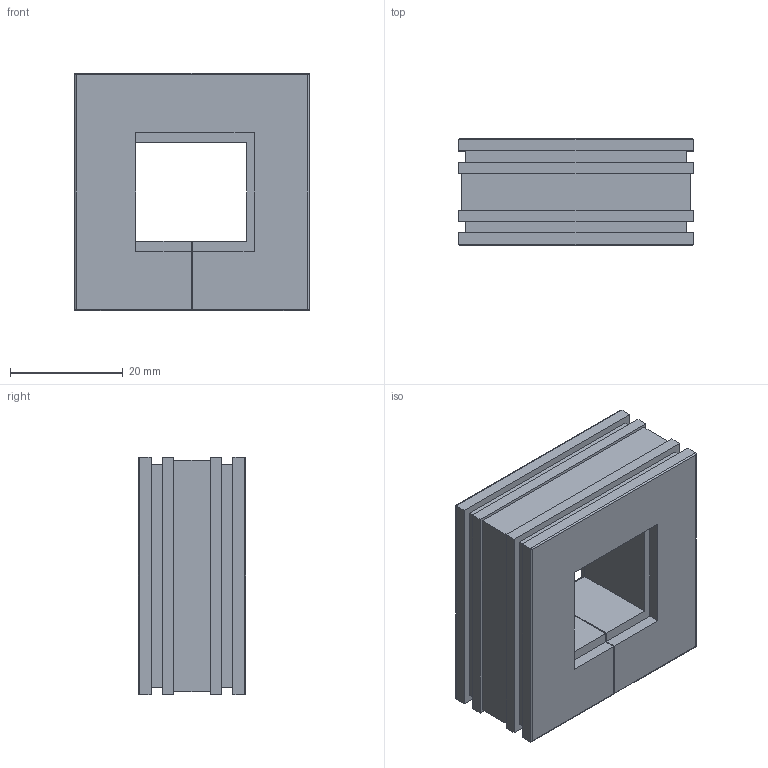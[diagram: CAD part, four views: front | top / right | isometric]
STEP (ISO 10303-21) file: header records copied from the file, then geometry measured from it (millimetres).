
FILE_DESCRIPTION(('STEP AP242'),'1');
FILE_NAME('41253.stp','2020-06-03T12:04:46',('TraceParts'),('TraceParts S.A.'),'Spatial InterOp 3D',' ',' ');
FILE_SCHEMA(('AP242_MANAGED_MODEL_BASED_3D_ENGINEERING_MIM_LF {1 0 10303 442 1 1 4}'));
Length unit declared in the file: millimetre
Products named in the file (1): 41253
Bounding box: 41.5 x 19 x 42 mm (x, y, z)
Volume: 24816.9 mm3; surface area: 8718.3 mm2
Topology: 1 solids, 1 shells, 72 faces, 202 edges, 132 vertices
Faces by surface type: plane 62, cylinder 10
Entity records: 2281 total; most frequent: CARTESIAN_POINT 431, ORIENTED_EDGE 404, DIRECTION 344, EDGE_CURVE 202, LINE 190, VECTOR 190, VERTEX_POINT 132, AXIS2_PLACEMENT_3D 77
